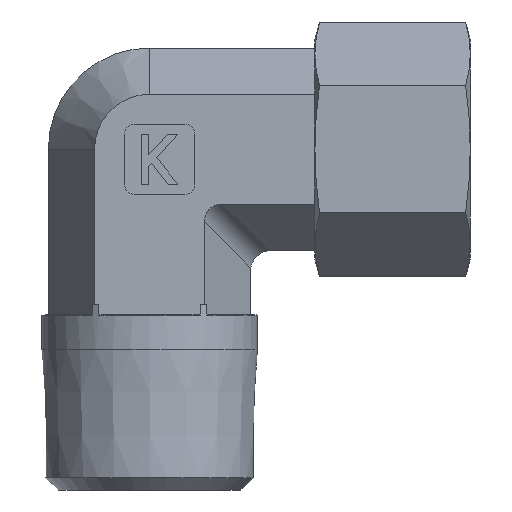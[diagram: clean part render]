
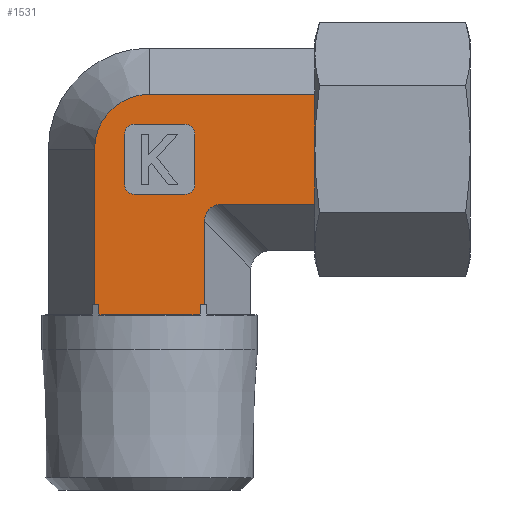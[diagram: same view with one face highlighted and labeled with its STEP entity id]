
A CAD part, left-side view. The second image highlights one B-rep face of the part: STEP entity #1531.
In plain terms, the highlighted planar face has unit normal (-1, 0, 0).
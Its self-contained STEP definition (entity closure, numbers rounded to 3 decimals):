
#605=CARTESIAN_POINT('',(-28.485,15.029,1.));
#606=VERTEX_POINT('',#605);
#607=CARTESIAN_POINT('',(-28.485,14.594,1.));
#608=VERTEX_POINT('',#607);
#609=CARTESIAN_POINT('',(-28.485,15.029,1.));
#610=DIRECTION('',(0.0,-1.0,0.0));
#611=VECTOR('',#610,0.435);
#612=LINE('',#609,#611);
#613=EDGE_CURVE('',#606,#608,#612,.T.);
#651=CARTESIAN_POINT('',(-28.485,4.494,1.));
#652=VERTEX_POINT('',#651);
#660=CARTESIAN_POINT('',(-28.485,4.494,-0.041));
#661=VERTEX_POINT('',#660);
#662=CARTESIAN_POINT('',(-28.485,4.494,-0.041));
#663=DIRECTION('',(0.0,0.0,1.0));
#664=VECTOR('',#663,1.041);
#665=LINE('',#662,#664);
#666=EDGE_CURVE('',#661,#652,#665,.T.);
#668=CARTESIAN_POINT('',(-28.485,14.594,-0.041));
#669=VERTEX_POINT('',#668);
#677=CARTESIAN_POINT('',(-28.485,14.594,1.));
#678=DIRECTION('',(0.0,0.0,-1.0));
#679=VECTOR('',#678,1.041);
#680=LINE('',#677,#679);
#681=EDGE_CURVE('',#608,#669,#680,.T.);
#755=CARTESIAN_POINT('',(-28.485,4.059,1.));
#756=VERTEX_POINT('',#755);
#763=CARTESIAN_POINT('',(-28.485,4.494,1.));
#764=DIRECTION('',(0.0,-1.0,0.0));
#765=VECTOR('',#764,0.435);
#766=LINE('',#763,#765);
#767=EDGE_CURVE('',#652,#756,#766,.T.);
#1008=CARTESIAN_POINT('',(-28.485,5.312,0.0));
#1009=VERTEX_POINT('',#1008);
#1010=CARTESIAN_POINT('',(-28.485,5.312,0.));
#1011=CARTESIAN_POINT('',(-28.485,5.055,0.));
#1012=CARTESIAN_POINT('',(-28.485,4.773,-0.011));
#1013=CARTESIAN_POINT('',(-28.485,4.494,-0.041));
#1014=B_SPLINE_CURVE_WITH_KNOTS('',3,(#1010,#1011,#1012,#1013),.UNSPECIFIED.,.F.,.U.,(4,4),(1.915,1.992),.UNSPECIFIED.);
#1015=EDGE_CURVE('',#1009,#661,#1014,.T.);
#1017=CARTESIAN_POINT('',(-28.485,13.776,0.0));
#1018=VERTEX_POINT('',#1017);
#1026=CARTESIAN_POINT('',(-28.485,14.594,-0.041));
#1027=CARTESIAN_POINT('',(-28.485,14.314,-0.011));
#1028=CARTESIAN_POINT('',(-28.485,14.033,0.));
#1029=CARTESIAN_POINT('',(-28.485,13.776,0.));
#1030=B_SPLINE_CURVE_WITH_KNOTS('',3,(#1026,#1027,#1028,#1029),.UNSPECIFIED.,.F.,.U.,(4,4),(1.042,1.119),.UNSPECIFIED.);
#1031=EDGE_CURVE('',#669,#1018,#1030,.T.);
#1251=CARTESIAN_POINT('',(-28.485,-7.456,21.985));
#1252=VERTEX_POINT('',#1251);
#1261=CARTESIAN_POINT('',(-28.485,-7.456,11.015));
#1262=VERTEX_POINT('',#1261);
#1263=CARTESIAN_POINT('',(-28.485,-7.456,11.015));
#1264=DIRECTION('',(0.0,0.0,1.0));
#1265=VECTOR('',#1264,10.97);
#1266=LINE('',#1263,#1265);
#1267=EDGE_CURVE('',#1262,#1252,#1266,.T.);
#1375=CARTESIAN_POINT('',(-28.485,2.327,11.015));
#1376=VERTEX_POINT('',#1375);
#1377=CARTESIAN_POINT('',(-28.485,2.327,11.015));
#1378=DIRECTION('',(0.0,-1.0,0.0));
#1379=VECTOR('',#1378,9.783);
#1380=LINE('',#1377,#1379);
#1381=EDGE_CURVE('',#1376,#1262,#1380,.T.);
#1402=CARTESIAN_POINT('',(-28.485,4.059,0.0));
#1403=DIRECTION('',(-1.0,0.0,0.0));
#1404=DIRECTION('',(0.0,0.0,1.0));
#1405=AXIS2_PLACEMENT_3D('',#1402,#1403,#1404);
#1406=PLANE('',#1405);
#1407=ORIENTED_EDGE('',*,*,#767,.T.);
#1408=CARTESIAN_POINT('',(-28.485,4.059,9.283));
#1409=VERTEX_POINT('',#1408);
#1410=CARTESIAN_POINT('',(-28.485,4.059,1.));
#1411=DIRECTION('',(0.0,0.0,1.0));
#1412=VECTOR('',#1411,8.283);
#1413=LINE('',#1410,#1412);
#1414=EDGE_CURVE('',#756,#1409,#1413,.T.);
#1415=ORIENTED_EDGE('',*,*,#1414,.T.);
#1416=CARTESIAN_POINT('',(-28.485,1.75,8.706));
#1417=DIRECTION('',(-1.0,0.0,0.0));
#1418=DIRECTION('',(0.0,0.707,0.707));
#1419=AXIS2_PLACEMENT_3D('',#1416,#1417,#1418);
#1420=ELLIPSE('',#1419,2.582,2.0);
#1421=EDGE_CURVE('',#1376,#1409,#1420,.T.);
#1422=ORIENTED_EDGE('',*,*,#1421,.F.);
#1423=ORIENTED_EDGE('',*,*,#1381,.T.);
#1424=ORIENTED_EDGE('',*,*,#1267,.T.);
#1425=CARTESIAN_POINT('',(-28.485,9.544,21.985));
#1426=VERTEX_POINT('',#1425);
#1427=CARTESIAN_POINT('',(-28.485,9.544,21.985));
#1428=DIRECTION('',(0.0,-1.0,0.0));
#1429=VECTOR('',#1428,17.0);
#1430=LINE('',#1427,#1429);
#1431=EDGE_CURVE('',#1426,#1252,#1430,.T.);
#1432=ORIENTED_EDGE('',*,*,#1431,.F.);
#1433=CARTESIAN_POINT('',(-28.485,15.029,16.5));
#1434=VERTEX_POINT('',#1433);
#1435=CARTESIAN_POINT('',(-28.485,9.544,16.5));
#1436=DIRECTION('',(-1.0,0.0,0.0));
#1437=DIRECTION('',(0.0,0.0,1.0));
#1438=AXIS2_PLACEMENT_3D('',#1435,#1436,#1437);
#1439=CIRCLE('',#1438,5.485);
#1440=EDGE_CURVE('',#1426,#1434,#1439,.T.);
#1441=ORIENTED_EDGE('',*,*,#1440,.T.);
#1442=CARTESIAN_POINT('',(-28.485,15.029,1.));
#1443=DIRECTION('',(0.0,0.0,1.0));
#1444=VECTOR('',#1443,15.5);
#1445=LINE('',#1442,#1444);
#1446=EDGE_CURVE('',#606,#1434,#1445,.T.);
#1447=ORIENTED_EDGE('',*,*,#1446,.F.);
#1448=ORIENTED_EDGE('',*,*,#613,.T.);
#1449=ORIENTED_EDGE('',*,*,#681,.T.);
#1450=ORIENTED_EDGE('',*,*,#1031,.T.);
#1451=CARTESIAN_POINT('',(-28.485,13.776,0.0));
#1452=DIRECTION('',(0.0,-1.0,0.0));
#1453=VECTOR('',#1452,8.464);
#1454=LINE('',#1451,#1453);
#1455=EDGE_CURVE('',#1018,#1009,#1454,.T.);
#1456=ORIENTED_EDGE('',*,*,#1455,.T.);
#1457=ORIENTED_EDGE('',*,*,#1015,.T.);
#1458=ORIENTED_EDGE('',*,*,#666,.T.);
#1459=EDGE_LOOP('',(#1407,#1415,#1422,#1423,#1424,#1432,#1441,#1447,#1448,#1449,#1450,#1456,#1457,#1458));
#1460=FACE_OUTER_BOUND('',#1459,.T.);
#1461=CARTESIAN_POINT('',(-28.485,6.044,12.));
#1462=VERTEX_POINT('',#1461);
#1463=CARTESIAN_POINT('',(-28.485,11.044,12.));
#1464=VERTEX_POINT('',#1463);
#1465=CARTESIAN_POINT('',(-28.485,6.044,12.));
#1466=DIRECTION('',(0.0,1.0,0.0));
#1467=VECTOR('',#1466,5.);
#1468=LINE('',#1465,#1467);
#1469=EDGE_CURVE('',#1462,#1464,#1468,.T.);
#1470=ORIENTED_EDGE('',*,*,#1469,.T.);
#1471=CARTESIAN_POINT('',(-28.485,12.044,13.));
#1472=VERTEX_POINT('',#1471);
#1473=CARTESIAN_POINT('',(-28.485,11.044,13.));
#1474=DIRECTION('',(-1.0,0.0,0.0));
#1475=DIRECTION('',(0.0,0.707,-0.707));
#1476=AXIS2_PLACEMENT_3D('',#1473,#1474,#1475);
#1477=CIRCLE('',#1476,1.0);
#1478=EDGE_CURVE('',#1472,#1464,#1477,.T.);
#1479=ORIENTED_EDGE('',*,*,#1478,.F.);
#1480=CARTESIAN_POINT('',(-28.485,12.044,18.));
#1481=VERTEX_POINT('',#1480);
#1482=CARTESIAN_POINT('',(-28.485,12.044,13.));
#1483=DIRECTION('',(0.0,0.0,1.0));
#1484=VECTOR('',#1483,5.0);
#1485=LINE('',#1482,#1484);
#1486=EDGE_CURVE('',#1472,#1481,#1485,.T.);
#1487=ORIENTED_EDGE('',*,*,#1486,.T.);
#1488=CARTESIAN_POINT('',(-28.485,11.044,19.));
#1489=VERTEX_POINT('',#1488);
#1490=CARTESIAN_POINT('',(-28.485,11.044,18.));
#1491=DIRECTION('',(-1.0,0.0,0.0));
#1492=DIRECTION('',(0.0,0.707,0.707));
#1493=AXIS2_PLACEMENT_3D('',#1490,#1491,#1492);
#1494=CIRCLE('',#1493,1.0);
#1495=EDGE_CURVE('',#1489,#1481,#1494,.T.);
#1496=ORIENTED_EDGE('',*,*,#1495,.F.);
#1497=CARTESIAN_POINT('',(-28.485,6.044,19.));
#1498=VERTEX_POINT('',#1497);
#1499=CARTESIAN_POINT('',(-28.485,11.044,19.));
#1500=DIRECTION('',(0.0,-1.0,0.0));
#1501=VECTOR('',#1500,5.);
#1502=LINE('',#1499,#1501);
#1503=EDGE_CURVE('',#1489,#1498,#1502,.T.);
#1504=ORIENTED_EDGE('',*,*,#1503,.T.);
#1505=CARTESIAN_POINT('',(-28.485,5.044,18.));
#1506=VERTEX_POINT('',#1505);
#1507=CARTESIAN_POINT('',(-28.485,6.044,18.));
#1508=DIRECTION('',(-1.0,0.0,0.0));
#1509=DIRECTION('',(0.0,-0.707,0.707));
#1510=AXIS2_PLACEMENT_3D('',#1507,#1508,#1509);
#1511=CIRCLE('',#1510,1.0);
#1512=EDGE_CURVE('',#1506,#1498,#1511,.T.);
#1513=ORIENTED_EDGE('',*,*,#1512,.F.);
#1514=CARTESIAN_POINT('',(-28.485,5.044,13.));
#1515=VERTEX_POINT('',#1514);
#1516=CARTESIAN_POINT('',(-28.485,5.044,18.));
#1517=DIRECTION('',(0.0,0.0,-1.0));
#1518=VECTOR('',#1517,5.0);
#1519=LINE('',#1516,#1518);
#1520=EDGE_CURVE('',#1506,#1515,#1519,.T.);
#1521=ORIENTED_EDGE('',*,*,#1520,.T.);
#1522=CARTESIAN_POINT('',(-28.485,6.044,13.));
#1523=DIRECTION('',(-1.0,0.0,0.0));
#1524=DIRECTION('',(0.0,-0.707,-0.707));
#1525=AXIS2_PLACEMENT_3D('',#1522,#1523,#1524);
#1526=CIRCLE('',#1525,1.0);
#1527=EDGE_CURVE('',#1462,#1515,#1526,.T.);
#1528=ORIENTED_EDGE('',*,*,#1527,.F.);
#1529=EDGE_LOOP('',(#1470,#1479,#1487,#1496,#1504,#1513,#1521,#1528));
#1530=FACE_BOUND('',#1529,.T.);
#1531=ADVANCED_FACE('',(#1460,#1530),#1406,.T.);
